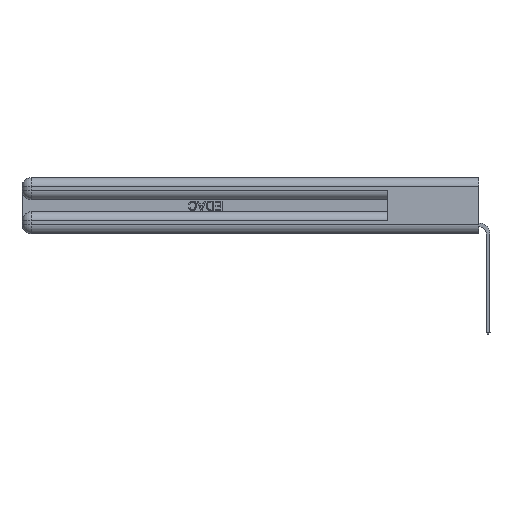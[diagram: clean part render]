
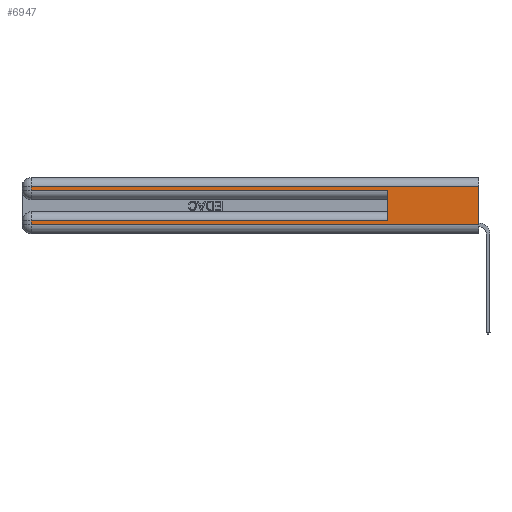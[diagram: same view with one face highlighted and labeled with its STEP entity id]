
A CAD part, left-side view. The second image highlights one B-rep face of the part: STEP entity #6947.
In plain terms, the highlighted planar face has unit normal (-1, 0, 0).
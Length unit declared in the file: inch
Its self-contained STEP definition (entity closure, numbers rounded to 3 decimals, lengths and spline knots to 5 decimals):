
#153 = DIRECTION ( 'NONE',  ( 0., 0., -1. ) ) ;
#429 = EDGE_CURVE ( 'NONE', #26973, #11383, #6715, .T. ) ;
#1614 = DIRECTION ( 'NONE',  ( 0., 1., 0. ) ) ;
#2154 = CARTESIAN_POINT ( 'NONE',  ( 0., 0., 0.31 ) ) ;
#2328 = LINE ( 'NONE', #6346, #10803 ) ;
#4304 = EDGE_CURVE ( 'NONE', #11417, #9912, #6972, .T. ) ;
#4867 = LINE ( 'NONE', #6522, #23492 ) ;
#5493 = VECTOR ( 'NONE', #18107, 39.37008 ) ;
#6346 = CARTESIAN_POINT ( 'NONE',  ( 0., 0., 0.37 ) ) ;
#6522 = CARTESIAN_POINT ( 'NONE',  ( 0., 2.94, 0.37 ) ) ;
#6715 = LINE ( 'NONE', #10727, #27192 ) ;
#6947 = ADVANCED_FACE ( 'NONE', ( #13815 ), #7160, .F. ) ;
#6972 = LINE ( 'NONE', #13092, #17206 ) ;
#7160 = PLANE ( 'NONE',  #8290 ) ;
#7418 = DIRECTION ( 'NONE',  ( 1., 0., 0. ) ) ;
#8061 = EDGE_CURVE ( 'NONE', #14006, #19120, #15279, .T. ) ;
#8271 = DIRECTION ( 'NONE',  ( 0., 0., -1. ) ) ;
#8290 = AXIS2_PLACEMENT_3D ( 'NONE', #24215, #7418, #19806 ) ;
#8938 = EDGE_CURVE ( 'NONE', #11417, #25138, #15734, .T. ) ;
#9469 = CARTESIAN_POINT ( 'NONE',  ( 0., 0.6, 0.085 ) ) ;
#9606 = LINE ( 'NONE', #14072, #5493 ) ;
#9912 = VERTEX_POINT ( 'NONE', #20922 ) ;
#10583 = DIRECTION ( 'NONE',  ( 0., -1., 0. ) ) ;
#10727 = CARTESIAN_POINT ( 'NONE',  ( 0., 0., 0.06 ) ) ;
#10803 = VECTOR ( 'NONE', #8271, 39.37008 ) ;
#11383 = VERTEX_POINT ( 'NONE', #24869 ) ;
#11387 = CARTESIAN_POINT ( 'NONE',  ( 0., 2.94, 0.37 ) ) ;
#11417 = VERTEX_POINT ( 'NONE', #9469 ) ;
#11429 = CARTESIAN_POINT ( 'NONE',  ( 0., 2.94, 0.285 ) ) ;
#12160 = CARTESIAN_POINT ( 'NONE',  ( 0., 0., 0.31 ) ) ;
#12397 = VECTOR ( 'NONE', #24184, 39.37008 ) ;
#13092 = CARTESIAN_POINT ( 'NONE',  ( 0., 0.6, 0.145 ) ) ;
#13345 = DIRECTION ( 'NONE',  ( 0., 0., -1. ) ) ;
#13815 = FACE_OUTER_BOUND ( 'NONE', #13989, .T. ) ;
#13989 = EDGE_LOOP ( 'NONE', ( #18733, #18810, #26407, #21989, #15189, #25569, #26134, #15796 ) ) ;
#14006 = VERTEX_POINT ( 'NONE', #18085 ) ;
#14072 = CARTESIAN_POINT ( 'NONE',  ( 0., 0., 0.285 ) ) ;
#15025 = EDGE_CURVE ( 'NONE', #21437, #14006, #22709, .T. ) ;
#15189 = ORIENTED_EDGE ( 'NONE', *, *, #4304, .F. ) ;
#15279 = LINE ( 'NONE', #11387, #18694 ) ;
#15572 = EDGE_CURVE ( 'NONE', #25138, #26973, #4867, .T. ) ;
#15734 = LINE ( 'NONE', #20041, #12397 ) ;
#15796 = ORIENTED_EDGE ( 'NONE', *, *, #429, .T. ) ;
#16790 = VECTOR ( 'NONE', #1614, 39.37008 ) ;
#17206 = VECTOR ( 'NONE', #21565, 39.37008 ) ;
#18085 = CARTESIAN_POINT ( 'NONE',  ( 0., 2.94, 0.31 ) ) ;
#18107 = DIRECTION ( 'NONE',  ( 0., -1., 0. ) ) ;
#18694 = VECTOR ( 'NONE', #13345, 39.37008 ) ;
#18733 = ORIENTED_EDGE ( 'NONE', *, *, #23660, .F. ) ;
#18810 = ORIENTED_EDGE ( 'NONE', *, *, #15025, .T. ) ;
#19120 = VERTEX_POINT ( 'NONE', #11429 ) ;
#19806 = DIRECTION ( 'NONE',  ( 0., 0., -1. ) ) ;
#20041 = CARTESIAN_POINT ( 'NONE',  ( 0., 0., 0.085 ) ) ;
#20922 = CARTESIAN_POINT ( 'NONE',  ( 0., 0.6, 0.285 ) ) ;
#21437 = VERTEX_POINT ( 'NONE', #2154 ) ;
#21565 = DIRECTION ( 'NONE',  ( 0., 0., 1. ) ) ;
#21906 = CARTESIAN_POINT ( 'NONE',  ( 0., 2.94, 0.06 ) ) ;
#21989 = ORIENTED_EDGE ( 'NONE', *, *, #22981, .T. ) ;
#22709 = LINE ( 'NONE', #12160, #16790 ) ;
#22981 = EDGE_CURVE ( 'NONE', #19120, #9912, #9606, .T. ) ;
#23398 = CARTESIAN_POINT ( 'NONE',  ( 0., 2.94, 0.085 ) ) ;
#23492 = VECTOR ( 'NONE', #153, 39.37008 ) ;
#23660 = EDGE_CURVE ( 'NONE', #21437, #11383, #2328, .T. ) ;
#24184 = DIRECTION ( 'NONE',  ( 0., 1., 0. ) ) ;
#24215 = CARTESIAN_POINT ( 'NONE',  ( 0., 0., 0.37 ) ) ;
#24869 = CARTESIAN_POINT ( 'NONE',  ( 0., 0., 0.06 ) ) ;
#25138 = VERTEX_POINT ( 'NONE', #23398 ) ;
#25569 = ORIENTED_EDGE ( 'NONE', *, *, #8938, .T. ) ;
#26134 = ORIENTED_EDGE ( 'NONE', *, *, #15572, .T. ) ;
#26407 = ORIENTED_EDGE ( 'NONE', *, *, #8061, .T. ) ;
#26973 = VERTEX_POINT ( 'NONE', #21906 ) ;
#27192 = VECTOR ( 'NONE', #10583, 39.37008 ) ;
